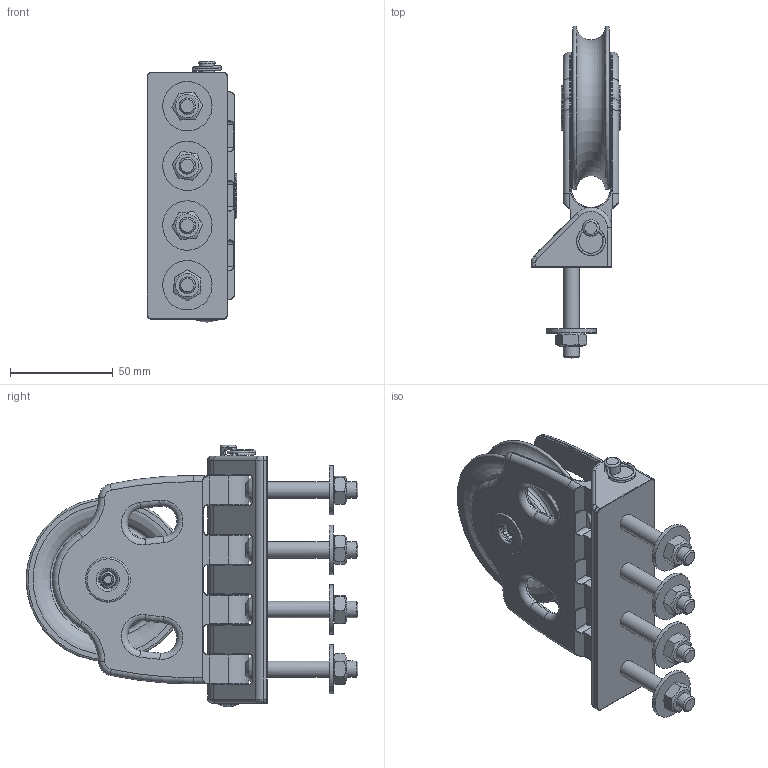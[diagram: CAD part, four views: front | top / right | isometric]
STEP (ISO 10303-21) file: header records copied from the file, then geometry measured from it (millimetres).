
FILE_DESCRIPTION(/* description */ (''),/* implementation_level */ '2;1');
FILE_NAME(/* name */ '00819.stp',/* time_stamp */ '2021-12-14T14:47:19+01:00',/* author */ ('lucade'),/* organization */ (''),/* preprocessor_version */ 'ST-DEVELOPER v18.1',/* originating_system */ 'Autodesk Inventor 2021',/* authorisation */ '');
FILE_SCHEMA (('AUTOMOTIVE_DESIGN { 1 0 10303 214 3 1 1 }'));
Length unit declared in the file: millimetre
Products named in the file (1): 19102802
Bounding box: 43.5 x 161.25 x 127 mm (x, y, z)
Volume: 208528.5 mm3; surface area: 75933.3 mm2
Topology: 3 solids, 3 shells, 615 faces, 1377 edges, 862 vertices
Faces by surface type: cylinder 193, plane 172, torus 123, sphere 55, bspline 42, cone 30
Full cylindrical faces by diameter (mm): 3 x1, 5 x2, 5.2 x1, 7.5 x1, 8 x16, 8.4 x4, 8.5 x1, 8.7 x1, 9.3 x1, 14 x4, 14.2 x4, 19.9 x2, 21.8 x2, 24 x4, 50.8 x2
Entity records: 19045 total; most frequent: CARTESIAN_POINT 5224, DIRECTION 3066, ORIENTED_EDGE 2746, EDGE_CURVE 1373, AXIS2_PLACEMENT_3D 1311, VERTEX_POINT 862, EDGE_LOOP 748, CIRCLE 673
